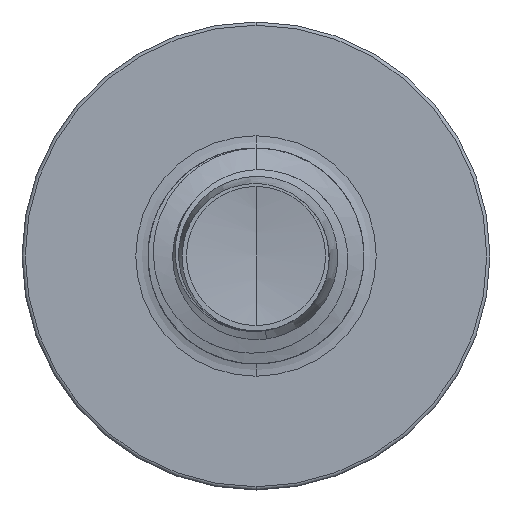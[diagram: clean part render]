
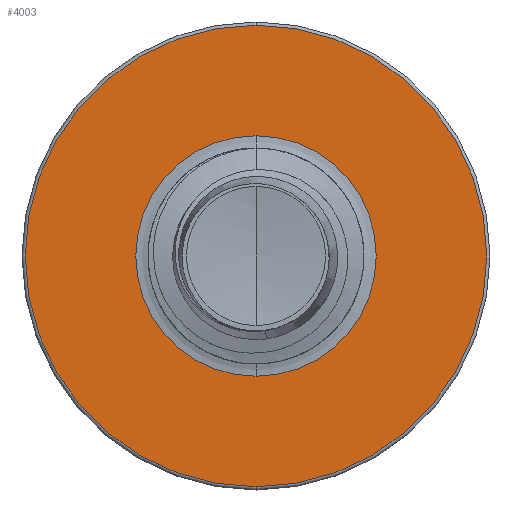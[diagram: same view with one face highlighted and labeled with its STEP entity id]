
A CAD part, front view. The second image highlights one B-rep face of the part: STEP entity #4003.
In plain terms, the highlighted planar face has unit normal (0, -1, 0).
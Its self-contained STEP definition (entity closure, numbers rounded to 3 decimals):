
#998 = VERTEX_POINT ( 'NONE', #13199 ) ;
#2536 = AXIS2_PLACEMENT_3D ( 'NONE', #4410, #4403, #4373 ) ;
#4003 = ADVANCED_FACE ( 'NONE', ( #16008, #16385 ), #13041, .F. ) ;
#4373 = DIRECTION ( 'NONE',  ( 0., 0., 1. ) ) ;
#4403 = DIRECTION ( 'NONE',  ( 0., 1., 0. ) ) ;
#4410 = CARTESIAN_POINT ( 'NONE',  ( 0., 7.5, 0. ) ) ;
#5236 = DIRECTION ( 'NONE',  ( 0., 0., 1. ) ) ;
#5255 = DIRECTION ( 'NONE',  ( 0., 1., 0. ) ) ;
#5261 = CARTESIAN_POINT ( 'NONE',  ( 0., 7.5, 0. ) ) ;
#5992 = DIRECTION ( 'NONE',  ( 0., 1., 0. ) ) ;
#6347 = CIRCLE ( 'NONE', #8892, 1.67 ) ;
#6533 = AXIS2_PLACEMENT_3D ( 'NONE', #5261, #5255, #5236 ) ;
#8212 = CARTESIAN_POINT ( 'NONE',  ( 0., 7.5, -3.205 ) ) ;
#8293 = VERTEX_POINT ( 'NONE', #8212 ) ;
#8892 = AXIS2_PLACEMENT_3D ( 'NONE', #15578, #5992, #16803 ) ;
#8920 = AXIS2_PLACEMENT_3D ( 'NONE', #13013, #13131, #13000 ) ;
#9836 = EDGE_CURVE ( 'NONE', #998, #10528, #11174, .T. ) ;
#9835 = CARTESIAN_POINT ( 'NONE',  ( 0., 7.5, 0. ) ) ;
#10444 = ORIENTED_EDGE ( 'NONE', *, *, #15541, .F. ) ;
#10528 = VERTEX_POINT ( 'NONE', #14278 ) ;
#10734 = VERTEX_POINT ( 'NONE', #13689 ) ;
#11112 = CIRCLE ( 'NONE', #15003, 3.205 ) ;
#11174 = CIRCLE ( 'NONE', #6533, 1.67 ) ;
#11385 = DIRECTION ( 'NONE',  ( 0., 0., 1. ) ) ;
#11506 = ORIENTED_EDGE ( 'NONE', *, *, #18201, .F. ) ;
#13000 = DIRECTION ( 'NONE',  ( 0., 0., 1. ) ) ;
#13013 = CARTESIAN_POINT ( 'NONE',  ( 0., 7.5, -1.67 ) ) ;
#13041 = PLANE ( 'NONE',  #8920 ) ;
#13131 = DIRECTION ( 'NONE',  ( 0., 1., 0. ) ) ;
#13199 = CARTESIAN_POINT ( 'NONE',  ( 0., 7.5, -1.67 ) ) ;
#13689 = CARTESIAN_POINT ( 'NONE',  ( 0., 7.5, 3.205 ) ) ;
#14183 = EDGE_LOOP ( 'NONE', ( #10444, #11506 ) ) ;
#14278 = CARTESIAN_POINT ( 'NONE',  ( 0., 7.5, 1.67 ) ) ;
#15003 = AXIS2_PLACEMENT_3D ( 'NONE', #9835, #18889, #11385 ) ;
#15171 = CIRCLE ( 'NONE', #2536, 3.205 ) ;
#15541 = EDGE_CURVE ( 'NONE', #10734, #8293, #15171, .T. ) ;
#15578 = CARTESIAN_POINT ( 'NONE',  ( 0., 7.5, 0. ) ) ;
#16008 = FACE_OUTER_BOUND ( 'NONE', #14183, .T. ) ;
#16385 = FACE_BOUND ( 'NONE', #19281, .T. ) ;
#16803 = DIRECTION ( 'NONE',  ( 0., 0., 1. ) ) ;
#17671 = ORIENTED_EDGE ( 'NONE', *, *, #9836, .T. ) ;
#18182 = EDGE_CURVE ( 'NONE', #10528, #998, #6347, .T. ) ;
#18201 = EDGE_CURVE ( 'NONE', #8293, #10734, #11112, .T. ) ;
#18889 = DIRECTION ( 'NONE',  ( 0., 1., 0. ) ) ;
#19281 = EDGE_LOOP ( 'NONE', ( #19806, #17671 ) ) ;
#19806 = ORIENTED_EDGE ( 'NONE', *, *, #18182, .T. ) ;
